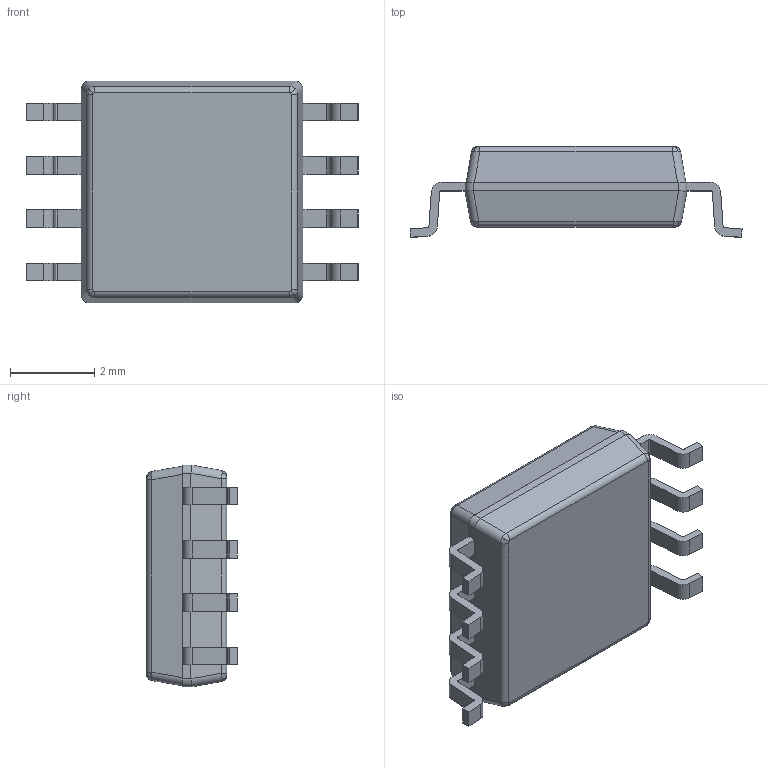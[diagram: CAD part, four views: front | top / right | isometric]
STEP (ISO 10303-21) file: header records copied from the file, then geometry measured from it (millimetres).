
FILE_DESCRIPTION (( 'STEP AP214' ), '1' );
FILE_NAME ('W25Q32JWSSIQ.STEP', '2022-07-20T20:41:45', ( '' ), ( '' ), 'SwSTEP 2.0', 'SolidWorks 2017', '' );
FILE_SCHEMA (( 'AUTOMOTIVE_DESIGN' ));
Length unit declared in the file: millimetre
Products named in the file (1): W25Q32JWSSIQ
Bounding box: 7.9 x 2.16 x 5.28 mm (x, y, z)
Volume: 51.4 mm3; surface area: 110.9 mm2
Topology: 10 solids, 10 shells, 170 faces, 428 edges, 280 vertices
Faces by surface type: plane 98, cylinder 56, bspline 16
Entity records: 5291 total; most frequent: CARTESIAN_POINT 1199, ORIENTED_EDGE 856, DIRECTION 790, EDGE_CURVE 428, VECTOR 280, LINE 280, VERTEX_POINT 280, AXIS2_PLACEMENT_3D 255
